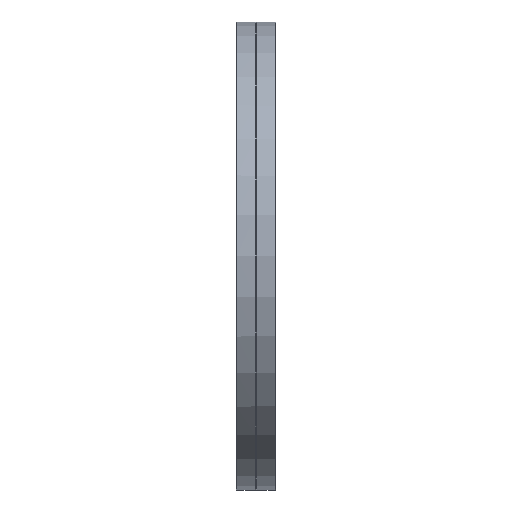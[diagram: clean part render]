
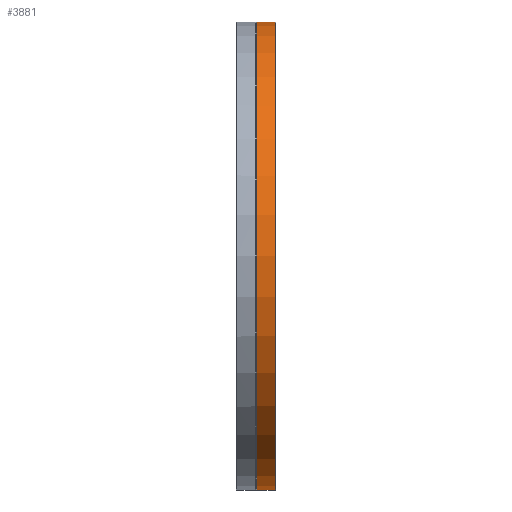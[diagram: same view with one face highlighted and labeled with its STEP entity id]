
A CAD part, left-side view. The second image highlights one B-rep face of the part: STEP entity #3881.
In plain terms, the highlighted cylindrical face has radius 152 mm (diameter 304 mm), a full revolution.
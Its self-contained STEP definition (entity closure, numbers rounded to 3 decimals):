
#343=CYLINDRICAL_SURFACE('',#4187,152.);
#412=FACE_OUTER_BOUND('',#682,.T.);
#682=EDGE_LOOP('',(#2707,#2708,#2709,#2710,#2711,#2712));
#949=LINE('',#5700,#1176);
#1176=VECTOR('',#4691,152.);
#1402=CIRCLE('',#4150,152.);
#1403=CIRCLE('',#4151,152.);
#1438=CIRCLE('',#4188,152.);
#1439=CIRCLE('',#4189,152.);
#1635=VERTEX_POINT('',#5621);
#1636=VERTEX_POINT('',#5622);
#1671=VERTEX_POINT('',#5696);
#1672=VERTEX_POINT('',#5697);
#2033=EDGE_CURVE('',#1635,#1636,#1402,.T.);
#2034=EDGE_CURVE('',#1636,#1635,#1403,.T.);
#2070=EDGE_CURVE('',#1671,#1672,#1438,.T.);
#2071=EDGE_CURVE('',#1672,#1671,#1439,.T.);
#2072=EDGE_CURVE('',#1672,#1636,#949,.T.);
#2707=ORIENTED_EDGE('',*,*,#2070,.F.);
#2708=ORIENTED_EDGE('',*,*,#2071,.F.);
#2709=ORIENTED_EDGE('',*,*,#2072,.T.);
#2710=ORIENTED_EDGE('',*,*,#2033,.F.);
#2711=ORIENTED_EDGE('',*,*,#2034,.F.);
#2712=ORIENTED_EDGE('',*,*,#2072,.F.);
#3881=ADVANCED_FACE('',(#412),#343,.T.);
#4150=AXIS2_PLACEMENT_3D('',#5623,#4610,#4611);
#4151=AXIS2_PLACEMENT_3D('',#5624,#4612,#4613);
#4187=AXIS2_PLACEMENT_3D('',#5695,#4685,#4686);
#4188=AXIS2_PLACEMENT_3D('',#5698,#4687,#4688);
#4189=AXIS2_PLACEMENT_3D('',#5699,#4689,#4690);
#4610=DIRECTION('center_axis',(0.,-1.,0.));
#4611=DIRECTION('ref_axis',(1.,0.,0.));
#4612=DIRECTION('center_axis',(0.,-1.,0.));
#4613=DIRECTION('ref_axis',(1.,0.,0.));
#4685=DIRECTION('center_axis',(0.,1.,0.));
#4686=DIRECTION('ref_axis',(-1.,0.,0.));
#4687=DIRECTION('center_axis',(0.,1.,0.));
#4688=DIRECTION('ref_axis',(1.,0.,0.));
#4689=DIRECTION('center_axis',(0.,1.,0.));
#4690=DIRECTION('ref_axis',(1.,0.,0.));
#4691=DIRECTION('',(0.,-1.,0.));
#5621=CARTESIAN_POINT('',(-152.,0.5,0.));
#5622=CARTESIAN_POINT('',(152.,0.5,0.));
#5623=CARTESIAN_POINT('Origin',(0.,0.5,0.));
#5624=CARTESIAN_POINT('Origin',(0.,0.5,0.));
#5695=CARTESIAN_POINT('Origin',(0.,6.231,0.));
#5696=CARTESIAN_POINT('',(0.,12.463,-152.));
#5697=CARTESIAN_POINT('',(152.,12.463,0.));
#5698=CARTESIAN_POINT('Origin',(0.,12.463,0.));
#5699=CARTESIAN_POINT('Origin',(0.,12.463,0.));
#5700=CARTESIAN_POINT('',(152.,6.231,0.));
